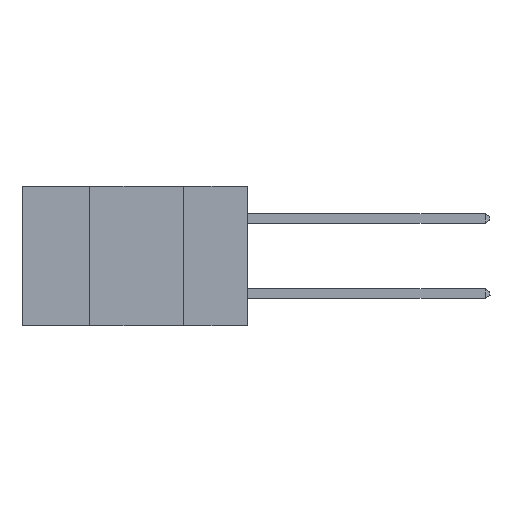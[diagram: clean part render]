
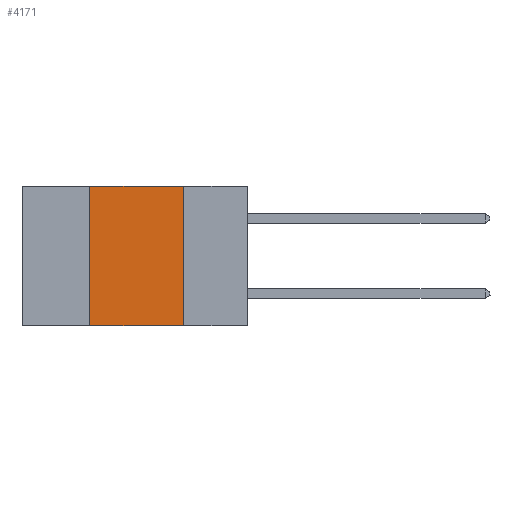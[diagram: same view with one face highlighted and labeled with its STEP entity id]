
A CAD part, left-side view. The second image highlights one B-rep face of the part: STEP entity #4171.
In plain terms, the highlighted planar face has unit normal (-1, 0, 0).
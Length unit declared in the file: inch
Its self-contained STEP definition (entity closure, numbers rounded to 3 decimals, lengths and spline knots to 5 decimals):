
#9 = PLANE ( 'NONE',  #11905 ) ;
#343 = CARTESIAN_POINT ( 'NONE',  ( 0., 0.42, 0. ) ) ;
#767 = VERTEX_POINT ( 'NONE', #6852 ) ;
#786 = VECTOR ( 'NONE', #1663, 39.37008 ) ;
#864 = LINE ( 'NONE', #1930, #9924 ) ;
#1170 = DIRECTION ( 'NONE',  ( 0., 0., 1. ) ) ;
#1363 = ORIENTED_EDGE ( 'NONE', *, *, #9144, .T. ) ;
#1663 = DIRECTION ( 'NONE',  ( 0., 0., -1. ) ) ;
#1930 = CARTESIAN_POINT ( 'NONE',  ( 0., 0.6, -0.37 ) ) ;
#3597 = ORIENTED_EDGE ( 'NONE', *, *, #5420, .F. ) ;
#4146 = DIRECTION ( 'NONE',  ( 0., 0., -1. ) ) ;
#4171 = ADVANCED_FACE ( 'NONE', ( #7508 ), #9, .F. ) ;
#4245 = LINE ( 'NONE', #343, #6690 ) ;
#4929 = EDGE_CURVE ( 'NONE', #7086, #7635, #7830, .T. ) ;
#5146 = LINE ( 'NONE', #8397, #786 ) ;
#5230 = ORIENTED_EDGE ( 'NONE', *, *, #4929, .F. ) ;
#5420 = EDGE_CURVE ( 'NONE', #7460, #7086, #4245, .T. ) ;
#5734 = CARTESIAN_POINT ( 'NONE',  ( 0., 0.42, -0.37 ) ) ;
#5794 = EDGE_CURVE ( 'NONE', #7635, #767, #5146, .T. ) ;
#6690 = VECTOR ( 'NONE', #1170, 39.37008 ) ;
#6805 = CARTESIAN_POINT ( 'NONE',  ( 0., 0.6, 0. ) ) ;
#6852 = CARTESIAN_POINT ( 'NONE',  ( 0., 0.17, -0.37 ) ) ;
#7007 = ORIENTED_EDGE ( 'NONE', *, *, #5794, .F. ) ;
#7086 = VERTEX_POINT ( 'NONE', #10173 ) ;
#7460 = VERTEX_POINT ( 'NONE', #5734 ) ;
#7508 = FACE_OUTER_BOUND ( 'NONE', #8870, .T. ) ;
#7635 = VERTEX_POINT ( 'NONE', #11941 ) ;
#7830 = LINE ( 'NONE', #8935, #11505 ) ;
#8397 = CARTESIAN_POINT ( 'NONE',  ( 0., 0.17, 0. ) ) ;
#8870 = EDGE_LOOP ( 'NONE', ( #7007, #5230, #3597, #1363 ) ) ;
#8935 = CARTESIAN_POINT ( 'NONE',  ( 0., 0.6, 0. ) ) ;
#9144 = EDGE_CURVE ( 'NONE', #7460, #767, #864, .T. ) ;
#9924 = VECTOR ( 'NONE', #10751, 39.37008 ) ;
#10173 = CARTESIAN_POINT ( 'NONE',  ( 0., 0.42, 0. ) ) ;
#10751 = DIRECTION ( 'NONE',  ( 0., -1., 0. ) ) ;
#11505 = VECTOR ( 'NONE', #11914, 39.37008 ) ;
#11876 = DIRECTION ( 'NONE',  ( 1., 0., 0. ) ) ;
#11905 = AXIS2_PLACEMENT_3D ( 'NONE', #6805, #11876, #4146 ) ;
#11914 = DIRECTION ( 'NONE',  ( 0., -1., 0. ) ) ;
#11941 = CARTESIAN_POINT ( 'NONE',  ( 0., 0.17, 0. ) ) ;
